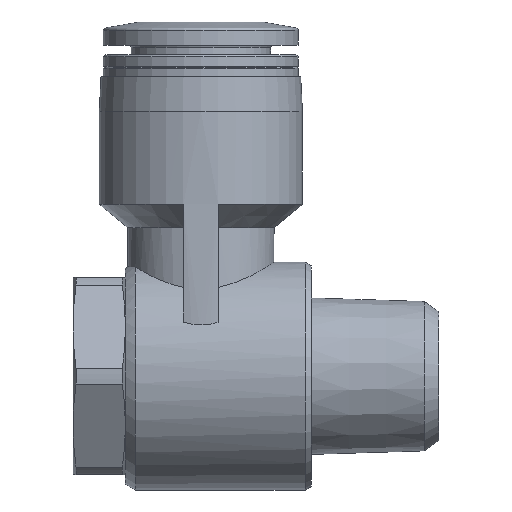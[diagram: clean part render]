
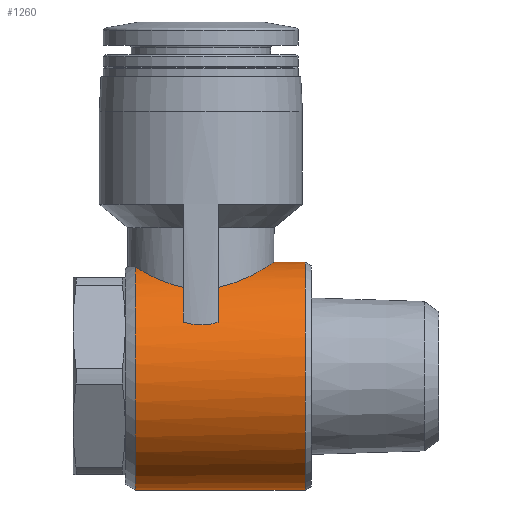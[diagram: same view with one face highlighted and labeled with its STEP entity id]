
A CAD part, left-side view. The second image highlights one B-rep face of the part: STEP entity #1260.
In plain terms, the highlighted cylindrical face has radius 9.8 mm (diameter 19.6 mm), a full revolution.
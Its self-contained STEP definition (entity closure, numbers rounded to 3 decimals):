
#105=B_SPLINE_CURVE_WITH_KNOTS('',3,(#1731,#1732,#1733,#1734,#1735),
 .UNSPECIFIED.,.F.,.F.,(4,1,4),(0.,0.003,0.006),
 .UNSPECIFIED.);
#106=B_SPLINE_CURVE_WITH_KNOTS('',3,(#1739,#1740,#1741,#1742,#1743),
 .UNSPECIFIED.,.F.,.F.,(4,1,4),(0.029,0.032,0.035),
 .UNSPECIFIED.);
#107=B_SPLINE_CURVE_WITH_KNOTS('',3,(#1747,#1748,#1749,#1750,#1751),
 .UNSPECIFIED.,.F.,.F.,(4,1,4),(0.,0.002,
0.003),.UNSPECIFIED.);
#108=B_SPLINE_CURVE_WITH_KNOTS('',3,(#1755,#1756,#1757,#1758,#1759,#1760,
#1761,#1762,#1763,#1764,#1765),.UNSPECIFIED.,.F.,.F.,(4,1,1,1,1,1,1,1,4),
(0.009,0.011,0.013,0.015,
0.017,0.02,0.022,0.024,
0.026),.UNSPECIFIED.);
#109=B_SPLINE_CURVE_WITH_KNOTS('',3,(#1769,#1770,#1771,#1772,#1773),
 .UNSPECIFIED.,.F.,.F.,(4,1,4),(0.,0.002,
0.003),.UNSPECIFIED.);
#143=ORIENTED_EDGE('',*,*,#373,.F.);
#144=ORIENTED_EDGE('',*,*,#374,.F.);
#145=ORIENTED_EDGE('',*,*,#375,.F.);
#146=ORIENTED_EDGE('',*,*,#376,.T.);
#147=ORIENTED_EDGE('',*,*,#377,.F.);
#148=ORIENTED_EDGE('',*,*,#378,.F.);
#149=ORIENTED_EDGE('',*,*,#379,.F.);
#150=ORIENTED_EDGE('',*,*,#380,.F.);
#151=ORIENTED_EDGE('',*,*,#381,.F.);
#152=ORIENTED_EDGE('',*,*,#382,.F.);
#153=ORIENTED_EDGE('',*,*,#383,.F.);
#373=EDGE_CURVE('',#488,#488,#568,.T.);
#374=EDGE_CURVE('',#489,#490,#569,.T.);
#375=EDGE_CURVE('',#491,#489,#105,.T.);
#376=EDGE_CURVE('',#491,#492,#570,.T.);
#377=EDGE_CURVE('',#493,#492,#106,.T.);
#378=EDGE_CURVE('',#494,#493,#571,.T.);
#379=EDGE_CURVE('',#495,#494,#107,.T.);
#380=EDGE_CURVE('',#496,#495,#572,.T.);
#381=EDGE_CURVE('',#497,#496,#108,.T.);
#382=EDGE_CURVE('',#498,#497,#573,.T.);
#383=EDGE_CURVE('',#490,#498,#109,.T.);
#488=VERTEX_POINT('',#1727);
#489=VERTEX_POINT('',#1729);
#490=VERTEX_POINT('',#1730);
#491=VERTEX_POINT('',#1736);
#492=VERTEX_POINT('',#1738);
#493=VERTEX_POINT('',#1744);
#494=VERTEX_POINT('',#1746);
#495=VERTEX_POINT('',#1752);
#496=VERTEX_POINT('',#1754);
#497=VERTEX_POINT('',#1766);
#498=VERTEX_POINT('',#1768);
#568=CIRCLE('',#1331,9.8);
#569=CIRCLE('',#1332,9.8);
#570=CIRCLE('',#1333,9.8);
#571=CIRCLE('',#1334,9.8);
#572=CIRCLE('',#1335,9.8);
#573=CIRCLE('',#1336,9.8);
#628=EDGE_LOOP('',(#143));
#629=EDGE_LOOP('',(#144,#145,#146,#147,#148,#149,#150,#151,#152,#153));
#718=FACE_BOUND('',#628,.T.);
#719=FACE_BOUND('',#629,.T.);
#807=CYLINDRICAL_SURFACE('',#1330,9.8);
#1260=ADVANCED_FACE('',(#718,#719),#807,.T.);
#1330=AXIS2_PLACEMENT_3D('',#1725,#1459,#1460);
#1331=AXIS2_PLACEMENT_3D('',#1726,#1461,#1462);
#1332=AXIS2_PLACEMENT_3D('',#1728,#1463,#1464);
#1333=AXIS2_PLACEMENT_3D('',#1737,#1465,#1466);
#1334=AXIS2_PLACEMENT_3D('',#1745,#1467,#1468);
#1335=AXIS2_PLACEMENT_3D('',#1753,#1469,#1470);
#1336=AXIS2_PLACEMENT_3D('',#1767,#1471,#1472);
#1459=DIRECTION('',(0.,-1.,0.));
#1460=DIRECTION('',(0.,0.,-1.));
#1461=DIRECTION('',(0.,-1.,0.));
#1462=DIRECTION('',(0.,0.,-1.));
#1463=DIRECTION('',(0.,-1.,0.));
#1464=DIRECTION('',(0.,0.,-1.));
#1465=DIRECTION('',(0.,-1.,0.));
#1466=DIRECTION('',(0.,0.,-1.));
#1467=DIRECTION('',(0.,-1.,0.));
#1468=DIRECTION('',(0.,0.,-1.));
#1469=DIRECTION('',(0.,1.,0.));
#1470=DIRECTION('',(0.,0.,1.));
#1471=DIRECTION('',(0.,1.,0.));
#1472=DIRECTION('',(0.,0.,1.));
#1725=CARTESIAN_POINT('',(0.,-20.5,0.));
#1726=CARTESIAN_POINT('',(0.,-8.98,0.));
#1727=CARTESIAN_POINT('',(0.,-8.98,-9.8));
#1728=CARTESIAN_POINT('',(0.,1.5,0.));
#1729=CARTESIAN_POINT('',(-6.12,1.5,7.654));
#1730=CARTESIAN_POINT('',(-8.62,1.5,4.661));
#1731=CARTESIAN_POINT('',(-2.822,5.634,9.385));
#1732=CARTESIAN_POINT('',(-3.655,5.217,9.135));
#1733=CARTESIAN_POINT('',(-5.06,4.065,8.47));
#1734=CARTESIAN_POINT('',(-5.897,2.41,7.832));
#1735=CARTESIAN_POINT('',(-6.12,1.5,7.654));
#1736=CARTESIAN_POINT('',(-2.822,5.634,9.385));
#1737=CARTESIAN_POINT('',(0.,5.634,0.));
#1738=CARTESIAN_POINT('',(2.822,5.634,9.385));
#1739=CARTESIAN_POINT('',(6.12,1.5,7.654));
#1740=CARTESIAN_POINT('',(5.897,2.411,7.833));
#1741=CARTESIAN_POINT('',(5.062,4.063,8.469));
#1742=CARTESIAN_POINT('',(3.652,5.218,9.135));
#1743=CARTESIAN_POINT('',(2.822,5.634,9.385));
#1744=CARTESIAN_POINT('',(6.12,1.5,7.654));
#1745=CARTESIAN_POINT('',(0.,1.5,0.));
#1746=CARTESIAN_POINT('',(8.62,1.5,4.661));
#1747=CARTESIAN_POINT('',(8.62,-1.5,4.661));
#1748=CARTESIAN_POINT('',(8.705,-1.015,4.505));
#1749=CARTESIAN_POINT('',(8.795,0.005,4.321));
#1750=CARTESIAN_POINT('',(8.705,1.016,4.505));
#1751=CARTESIAN_POINT('',(8.62,1.5,4.661));
#1752=CARTESIAN_POINT('',(8.62,-1.5,4.661));
#1753=CARTESIAN_POINT('',(0.,-1.5,0.));
#1754=CARTESIAN_POINT('',(6.12,-1.5,7.654));
#1755=CARTESIAN_POINT('',(-6.12,-1.5,7.654));
#1756=CARTESIAN_POINT('',(-5.95,-2.191,7.79));
#1757=CARTESIAN_POINT('',(-5.385,-3.48,8.224));
#1758=CARTESIAN_POINT('',(-4.011,-5.002,9.));
#1759=CARTESIAN_POINT('',(-2.175,-6.043,9.631));
#1760=CARTESIAN_POINT('',(-0.006,-6.429,9.884));
#1761=CARTESIAN_POINT('',(2.164,-6.047,9.634));
#1762=CARTESIAN_POINT('',(4.009,-5.005,9.001));
#1763=CARTESIAN_POINT('',(5.386,-3.478,8.224));
#1764=CARTESIAN_POINT('',(5.949,-2.197,7.791));
#1765=CARTESIAN_POINT('',(6.12,-1.5,7.654));
#1766=CARTESIAN_POINT('',(-6.12,-1.5,7.654));
#1767=CARTESIAN_POINT('',(0.,-1.5,0.));
#1768=CARTESIAN_POINT('',(-8.62,-1.5,4.661));
#1769=CARTESIAN_POINT('',(-8.62,1.5,4.661));
#1770=CARTESIAN_POINT('',(-8.705,1.015,4.505));
#1771=CARTESIAN_POINT('',(-8.795,-0.005,4.321));
#1772=CARTESIAN_POINT('',(-8.705,-1.016,4.505));
#1773=CARTESIAN_POINT('',(-8.62,-1.5,4.661));
